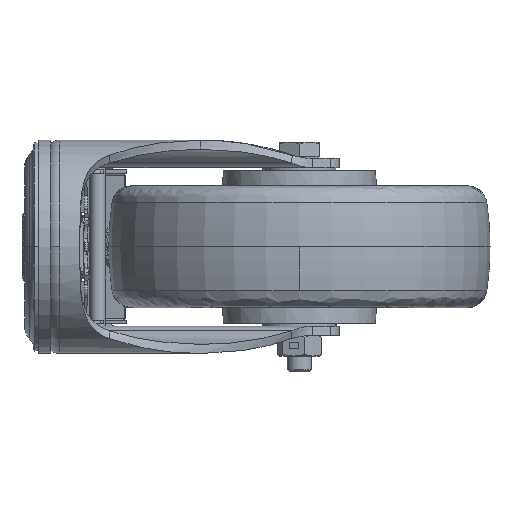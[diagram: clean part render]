
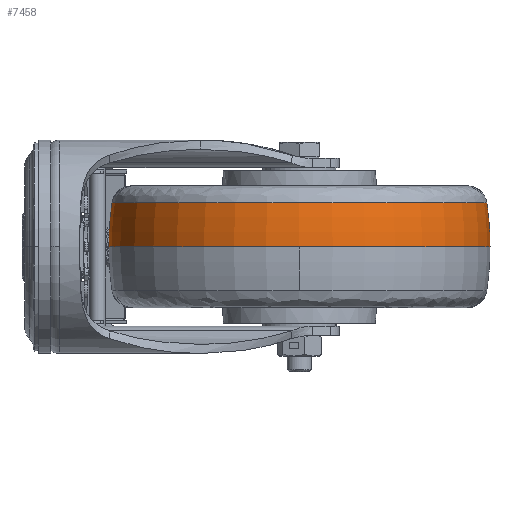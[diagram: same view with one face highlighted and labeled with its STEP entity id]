
A CAD part, left-side view. The second image highlights one B-rep face of the part: STEP entity #7458.
In plain terms, the highlighted toroidal (fillet/blend) face has major radius 32.499 mm and minor radius 95 mm.
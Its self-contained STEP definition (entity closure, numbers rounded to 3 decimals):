
#507 = CARTESIAN_POINT ( 'NONE',  ( 40., -28.5, 0. ) ) ;
#1777 = DIRECTION ( 'NONE',  ( 0., 0., 1. ) ) ;
#2436 = DIRECTION ( 'NONE',  ( 0., 0., -1. ) ) ;
#3188 = VERTEX_POINT ( 'NONE', #24864 ) ;
#3773 = EDGE_CURVE ( 'NONE', #29155, #12510, #6945, .T. ) ;
#6461 = AXIS2_PLACEMENT_3D ( 'NONE', #16602, #2436, #36499 ) ;
#6945 = CIRCLE ( 'NONE', #20593, 62.5 ) ;
#7458 = ADVANCED_FACE ( 'NONE', ( #25167 ), #24921, .T. ) ;
#7497 = VERTEX_POINT ( 'NONE', #28112 ) ;
#7551 = CIRCLE ( 'NONE', #16442, 95. ) ;
#8972 = DIRECTION ( 'NONE',  ( 0., 1., 0. ) ) ;
#9459 = AXIS2_PLACEMENT_3D ( 'NONE', #29009, #26005, #26191 ) ;
#11099 = ORIENTED_EDGE ( 'NONE', *, *, #3773, .T. ) ;
#12510 = VERTEX_POINT ( 'NONE', #24393 ) ;
#12618 = CARTESIAN_POINT ( 'NONE',  ( -22.5, -91., 0. ) ) ;
#13774 = EDGE_CURVE ( 'NONE', #7497, #12510, #7551, .T. ) ;
#15572 = DIRECTION ( 'NONE',  ( 0., 1., 0. ) ) ;
#16283 = VERTEX_POINT ( 'NONE', #507 ) ;
#16288 = CARTESIAN_POINT ( 'NONE',  ( 40., -91., 0. ) ) ;
#16442 = AXIS2_PLACEMENT_3D ( 'NONE', #27665, #27489, #15572 ) ;
#16602 = CARTESIAN_POINT ( 'NONE',  ( 40., -91., 0.425 ) ) ;
#18061 = EDGE_CURVE ( 'NONE', #16283, #29155, #27635, .T. ) ;
#19676 = DIRECTION ( 'NONE',  ( -1., 0., 0. ) ) ;
#19971 = AXIS2_PLACEMENT_3D ( 'NONE', #26271, #28879, #8972 ) ;
#20593 = AXIS2_PLACEMENT_3D ( 'NONE', #16288, #1777, #30319 ) ;
#20666 = ORIENTED_EDGE ( 'NONE', *, *, #18061, .T. ) ;
#21325 = CIRCLE ( 'NONE', #9459, 61.459 ) ;
#22260 = CIRCLE ( 'NONE', #27600, 95. ) ;
#22654 = CARTESIAN_POINT ( 'NONE',  ( 40., -123.499, 0.425 ) ) ;
#23735 = ORIENTED_EDGE ( 'NONE', *, *, #35835, .T. ) ;
#24393 = CARTESIAN_POINT ( 'NONE',  ( 40., -153.5, 0. ) ) ;
#24595 = EDGE_CURVE ( 'NONE', #3188, #16283, #22260, .T. ) ;
#24864 = CARTESIAN_POINT ( 'NONE',  ( 40., -29.541, 14.459 ) ) ;
#24921 = TOROIDAL_SURFACE ( 'NONE', #6461, -32.499, 95. ) ;
#25167 = FACE_OUTER_BOUND ( 'NONE', #31473, .T. ) ;
#26005 = DIRECTION ( 'NONE',  ( 0., 0., -1. ) ) ;
#26153 = ORIENTED_EDGE ( 'NONE', *, *, #24595, .T. ) ;
#26191 = DIRECTION ( 'NONE',  ( 0., -1., 0. ) ) ;
#26271 = CARTESIAN_POINT ( 'NONE',  ( 40., -91., 0. ) ) ;
#27489 = DIRECTION ( 'NONE',  ( 1., 0., 0. ) ) ;
#27600 = AXIS2_PLACEMENT_3D ( 'NONE', #22654, #19676, #30871 ) ;
#27635 = CIRCLE ( 'NONE', #19971, 62.5 ) ;
#27665 = CARTESIAN_POINT ( 'NONE',  ( 40., -58.501, 0.425 ) ) ;
#28112 = CARTESIAN_POINT ( 'NONE',  ( 40., -152.459, 14.459 ) ) ;
#28879 = DIRECTION ( 'NONE',  ( 0., 0., 1. ) ) ;
#29009 = CARTESIAN_POINT ( 'NONE',  ( 40., -91., 14.459 ) ) ;
#29155 = VERTEX_POINT ( 'NONE', #12618 ) ;
#30319 = DIRECTION ( 'NONE',  ( 0., 1., 0. ) ) ;
#30871 = DIRECTION ( 'NONE',  ( 0., -1., 0. ) ) ;
#31135 = ORIENTED_EDGE ( 'NONE', *, *, #13774, .F. ) ;
#31473 = EDGE_LOOP ( 'NONE', ( #23735, #26153, #20666, #11099, #31135 ) ) ;
#35835 = EDGE_CURVE ( 'NONE', #7497, #3188, #21325, .T. ) ;
#36499 = DIRECTION ( 'NONE',  ( 0., -1., 0. ) ) ;
